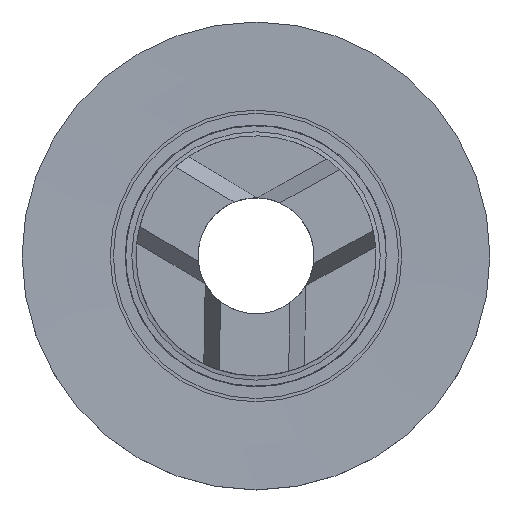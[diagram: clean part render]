
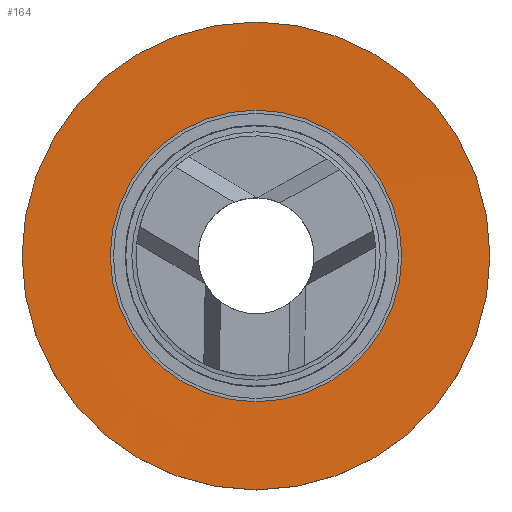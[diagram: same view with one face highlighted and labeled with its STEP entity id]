
A CAD part, top view. The second image highlights one B-rep face of the part: STEP entity #164.
In plain terms, the highlighted conical face has half-angle 88.8 degrees and reference radius 5.85 mm.
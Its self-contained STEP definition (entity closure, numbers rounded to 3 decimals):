
#72=CONICAL_SURFACE('',#610,5.85,88.8);
#164=ADVANCED_FACE('',(#215,#216),#72,.F.);
#215=FACE_BOUND('',#267,.T.);
#216=FACE_BOUND('',#268,.T.);
#267=EDGE_LOOP('',(#377));
#268=EDGE_LOOP('',(#378));
#377=ORIENTED_EDGE('',*,*,#478,.T.);
#378=ORIENTED_EDGE('',*,*,#477,.F.);
#422=VERTEX_POINT('',#991);
#423=VERTEX_POINT('',#994);
#477=EDGE_CURVE('',#422,#422,#504,.T.);
#478=EDGE_CURVE('',#423,#423,#505,.T.);
#504=CIRCLE('',#607,5.85);
#505=CIRCLE('',#609,3.645);
#607=AXIS2_PLACEMENT_3D('',#990,#733,#734);
#609=AXIS2_PLACEMENT_3D('',#993,#737,#738);
#610=AXIS2_PLACEMENT_3D('',#995,#739,#740);
#733=DIRECTION('',(0.,0.,-1.));
#734=DIRECTION('',(-1.,0.,0.));
#737=DIRECTION('',(0.,0.,-1.));
#738=DIRECTION('',(-1.,0.,0.));
#739=DIRECTION('',(0.,0.,1.));
#740=DIRECTION('',(1.,0.,0.));
#990=CARTESIAN_POINT('',(0.,0.,-2.29));
#991=CARTESIAN_POINT('',(-5.85,0.,-2.29));
#993=CARTESIAN_POINT('',(0.,0.,-2.336));
#994=CARTESIAN_POINT('',(-3.645,0.,-2.336));
#995=CARTESIAN_POINT('',(0.,0.,-2.29));
